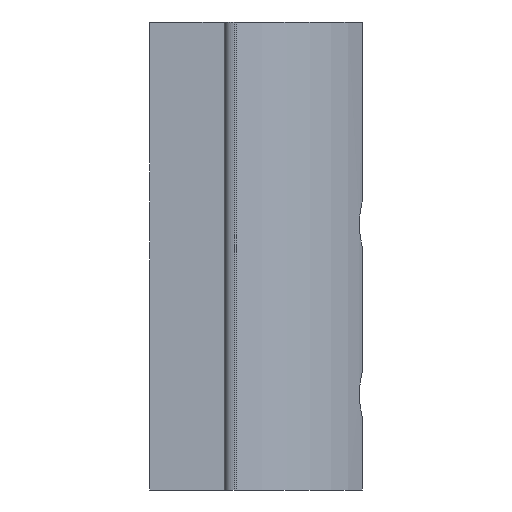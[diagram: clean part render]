
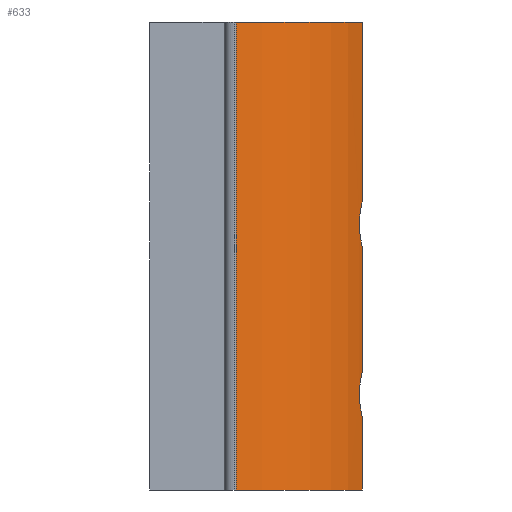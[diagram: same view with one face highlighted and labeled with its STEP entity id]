
A CAD part, left-side view. The second image highlights one B-rep face of the part: STEP entity #633.
In plain terms, the highlighted cylindrical face has radius 8 mm (diameter 16 mm), a partial arc.
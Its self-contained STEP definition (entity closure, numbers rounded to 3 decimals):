
#29 = CARTESIAN_POINT ( 'NONE',  ( 1.75, -10., 11.41 ) ) ;
#45 = CIRCLE ( 'NONE', #325, 8. ) ;
#50 = LINE ( 'NONE', #973, #1162 ) ;
#80 = CARTESIAN_POINT ( 'NONE',  ( 1.75, -10., 5.59 ) ) ;
#81 = CARTESIAN_POINT ( 'NONE',  ( 1.5, -9.863, 4.5 ) ) ;
#98 = CARTESIAN_POINT ( 'NONE',  ( 1.75, -10., 0. ) ) ;
#113 = VERTEX_POINT ( 'NONE', #1541 ) ;
#126 = ORIENTED_EDGE ( 'NONE', *, *, #1729, .F. ) ;
#151 = B_SPLINE_CURVE_WITH_KNOTS ( 'NONE', 3,
 ( #29, #876, #1021, #158, #1171, #305, #1315, #446, #1458, #589 ),
 .UNSPECIFIED., .F., .F.,
 ( 4, 2, 2, 2, 4 ),
 ( 0., 0.001, 0.001, 0.002, 0.002 ),
 .UNSPECIFIED. ) ;
#158 = CARTESIAN_POINT ( 'NONE',  ( 1.522, -9.876, 12.12 ) ) ;
#195 = LINE ( 'NONE', #441, #539 ) ;
#206 = CARTESIAN_POINT ( 'NONE',  ( 5.472, -2.918, 0. ) ) ;
#212 = VERTEX_POINT ( 'NONE', #1065 ) ;
#305 = CARTESIAN_POINT ( 'NONE',  ( 1.5, -9.863, 12.689 ) ) ;
#320 = ORIENTED_EDGE ( 'NONE', *, *, #1100, .T. ) ;
#322 = VERTEX_POINT ( 'NONE', #520 ) ;
#325 = AXIS2_PLACEMENT_3D ( 'NONE', #1721, #840, #1870 ) ;
#335 = VERTEX_POINT ( 'NONE', #813 ) ;
#340 = VERTEX_POINT ( 'NONE', #98 ) ;
#351 = DIRECTION ( 'NONE',  ( -1., 0., 0. ) ) ;
#376 = EDGE_CURVE ( 'NONE', #655, #1189, #50, .T. ) ;
#432 = ORIENTED_EDGE ( 'NONE', *, *, #1252, .T. ) ;
#441 = CARTESIAN_POINT ( 'NONE',  ( -2.445, -4.072, 22. ) ) ;
#446 = CARTESIAN_POINT ( 'NONE',  ( 1.607, -9.923, 13.246 ) ) ;
#450 = FACE_OUTER_BOUND ( 'NONE', #1184, .T. ) ;
#462 = VECTOR ( 'NONE', #537, 1000. ) ;
#496 = CARTESIAN_POINT ( 'NONE',  ( 1.5, -9.863, 4.689 ) ) ;
#515 = CARTESIAN_POINT ( 'NONE',  ( 1.75, -10., 22. ) ) ;
#520 = CARTESIAN_POINT ( 'NONE',  ( 1.5, -9.863, 4.5 ) ) ;
#537 = DIRECTION ( 'NONE',  ( 0., 0., -1. ) ) ;
#539 = VECTOR ( 'NONE', #1307, 1000. ) ;
#589 = CARTESIAN_POINT ( 'NONE',  ( 1.75, -10., 13.59 ) ) ;
#623 = EDGE_CURVE ( 'NONE', #1818, #340, #1611, .T. ) ;
#633 = ADVANCED_FACE ( 'NONE', ( #450 ), #775, .T. ) ;
#640 = DIRECTION ( 'NONE',  ( -1., 0., 0. ) ) ;
#646 = CARTESIAN_POINT ( 'NONE',  ( 1.75, -10., 3.41 ) ) ;
#647 = CARTESIAN_POINT ( 'NONE',  ( 1.75, -10., 22. ) ) ;
#655 = VERTEX_POINT ( 'NONE', #647 ) ;
#681 = CARTESIAN_POINT ( 'NONE',  ( 1.75, -10., 22. ) ) ;
#697 = CARTESIAN_POINT ( 'NONE',  ( -2.445, -4.072, 0. ) ) ;
#775 = CYLINDRICAL_SURFACE ( 'NONE', #820, 8. ) ;
#781 = CARTESIAN_POINT ( 'NONE',  ( 5.472, -2.918, 22. ) ) ;
#788 = CARTESIAN_POINT ( 'NONE',  ( 1.522, -9.876, 4.88 ) ) ;
#790 = CARTESIAN_POINT ( 'NONE',  ( 1.607, -9.923, 3.753 ) ) ;
#813 = CARTESIAN_POINT ( 'NONE',  ( 1.75, -10., 5.59 ) ) ;
#820 = AXIS2_PLACEMENT_3D ( 'NONE', #781, #1664, #640 ) ;
#840 = DIRECTION ( 'NONE',  ( 0., 0., 1. ) ) ;
#871 = AXIS2_PLACEMENT_3D ( 'NONE', #206, #1223, #351 ) ;
#876 = CARTESIAN_POINT ( 'NONE',  ( 1.669, -9.957, 11.578 ) ) ;
#912 = EDGE_CURVE ( 'NONE', #212, #335, #1245, .T. ) ;
#935 = CARTESIAN_POINT ( 'NONE',  ( 1.669, -9.957, 5.422 ) ) ;
#936 = CARTESIAN_POINT ( 'NONE',  ( 1.5, -9.863, 4.311 ) ) ;
#973 = CARTESIAN_POINT ( 'NONE',  ( 1.75, -10., 22. ) ) ;
#1001 = ORIENTED_EDGE ( 'NONE', *, *, #1688, .T. ) ;
#1007 = ORIENTED_EDGE ( 'NONE', *, *, #912, .F. ) ;
#1021 = CARTESIAN_POINT ( 'NONE',  ( 1.607, -9.923, 11.753 ) ) ;
#1065 = CARTESIAN_POINT ( 'NONE',  ( 1.75, -10., 11.41 ) ) ;
#1100 = EDGE_CURVE ( 'NONE', #212, #1189, #151, .T. ) ;
#1162 = VECTOR ( 'NONE', #1705, 1000. ) ;
#1171 = CARTESIAN_POINT ( 'NONE',  ( 1.5, -9.863, 12.311 ) ) ;
#1178 = CARTESIAN_POINT ( 'NONE',  ( 1.75, -10., 13.59 ) ) ;
#1184 = EDGE_LOOP ( 'NONE', ( #1007, #320, #1385, #1686, #1412, #1317, #126, #432, #1001 ) ) ;
#1189 = VERTEX_POINT ( 'NONE', #1178 ) ;
#1223 = DIRECTION ( 'NONE',  ( 0., 0., 1. ) ) ;
#1245 = LINE ( 'NONE', #681, #462 ) ;
#1252 = EDGE_CURVE ( 'NONE', #113, #322, #1433, .T. ) ;
#1307 = DIRECTION ( 'NONE',  ( 0., 0., -1. ) ) ;
#1315 = CARTESIAN_POINT ( 'NONE',  ( 1.522, -9.876, 12.88 ) ) ;
#1317 = ORIENTED_EDGE ( 'NONE', *, *, #623, .T. ) ;
#1341 = B_SPLINE_CURVE_WITH_KNOTS ( 'NONE', 3,
 ( #1507, #496, #788, #1813, #935, #80 ),
 .UNSPECIFIED., .F., .F.,
 ( 4, 2, 4 ),
 ( 0.001, 0.002, 0.002 ),
 .UNSPECIFIED. ) ;
#1374 = CARTESIAN_POINT ( 'NONE',  ( 1.669, -9.957, 3.578 ) ) ;
#1385 = ORIENTED_EDGE ( 'NONE', *, *, #376, .F. ) ;
#1392 = EDGE_CURVE ( 'NONE', #1594, #1818, #195, .T. ) ;
#1412 = ORIENTED_EDGE ( 'NONE', *, *, #1392, .T. ) ;
#1433 = B_SPLINE_CURVE_WITH_KNOTS ( 'NONE', 3,
 ( #646, #1374, #790, #1814, #936, #81 ),
 .UNSPECIFIED., .F., .F.,
 ( 4, 2, 4 ),
 ( 0., 0.001, 0.001 ),
 .UNSPECIFIED. ) ;
#1458 = CARTESIAN_POINT ( 'NONE',  ( 1.669, -9.957, 13.422 ) ) ;
#1507 = CARTESIAN_POINT ( 'NONE',  ( 1.5, -9.863, 4.5 ) ) ;
#1541 = CARTESIAN_POINT ( 'NONE',  ( 1.75, -10., 3.41 ) ) ;
#1542 = CARTESIAN_POINT ( 'NONE',  ( -2.445, -4.072, 22. ) ) ;
#1594 = VERTEX_POINT ( 'NONE', #1542 ) ;
#1611 = CIRCLE ( 'NONE', #871, 8. ) ;
#1632 = EDGE_CURVE ( 'NONE', #1594, #655, #45, .T. ) ;
#1664 = DIRECTION ( 'NONE',  ( 0., 0., -1. ) ) ;
#1686 = ORIENTED_EDGE ( 'NONE', *, *, #1632, .F. ) ;
#1688 = EDGE_CURVE ( 'NONE', #322, #335, #1341, .T. ) ;
#1701 = VECTOR ( 'NONE', #1829, 1000. ) ;
#1705 = DIRECTION ( 'NONE',  ( 0., 0., -1. ) ) ;
#1721 = CARTESIAN_POINT ( 'NONE',  ( 5.472, -2.918, 22. ) ) ;
#1729 = EDGE_CURVE ( 'NONE', #113, #340, #1840, .T. ) ;
#1813 = CARTESIAN_POINT ( 'NONE',  ( 1.607, -9.923, 5.246 ) ) ;
#1814 = CARTESIAN_POINT ( 'NONE',  ( 1.522, -9.876, 4.12 ) ) ;
#1818 = VERTEX_POINT ( 'NONE', #697 ) ;
#1829 = DIRECTION ( 'NONE',  ( 0., 0., -1. ) ) ;
#1840 = LINE ( 'NONE', #515, #1701 ) ;
#1870 = DIRECTION ( 'NONE',  ( -1., 0., 0. ) ) ;
